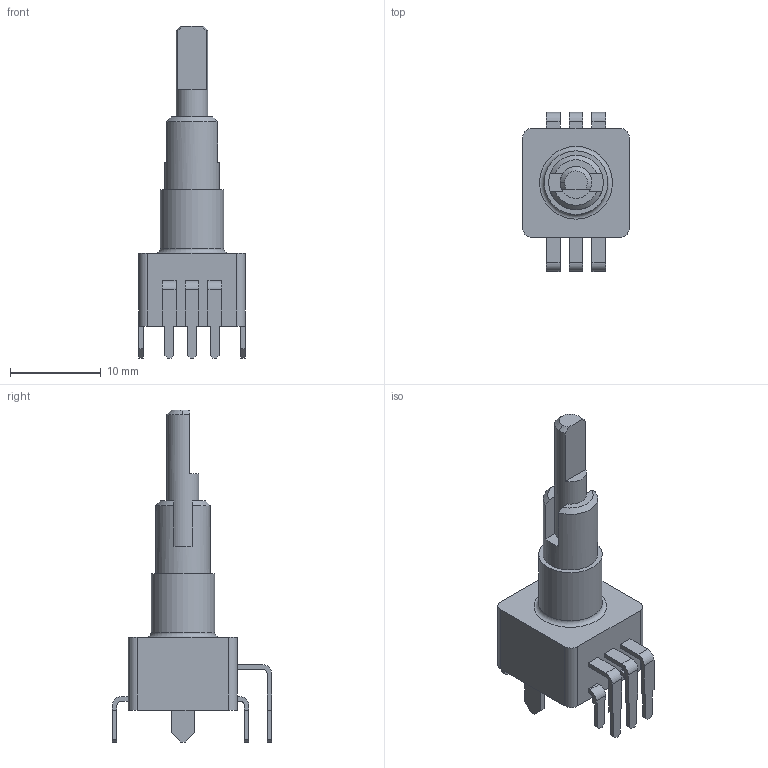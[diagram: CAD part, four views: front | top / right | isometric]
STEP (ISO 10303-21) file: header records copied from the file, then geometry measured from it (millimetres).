
FILE_DESCRIPTION(('FreeCAD Model'),'2;1');
FILE_NAME('EC11EBB24C03.step', '2020-07-19T09:56:15',('Author'),(''), 'Open CASCADE STEP processor 7.3','FreeCAD','Unknown');
FILE_SCHEMA(('AUTOMOTIVE_DESIGN { 1 0 10303 214 1 1 1 1 }'));
Length unit declared in the file: millimetre
Products named in the file (1): Body
Bounding box: 11.7 x 17.5 x 36.5 mm (x, y, z)
Volume: 1712.6 mm3; surface area: 1327.9 mm2
Topology: 1 solids, 1 shells, 164 faces, 452 edges, 300 vertices
Faces by surface type: plane 136, cylinder 23, cone 4, torus 1
Full cylindrical faces by diameter (mm): 3.5 x1, 6 x1, 7 x1
Entity records: 11178 total; most frequent: CARTESIAN_POINT 2014, DIRECTION 1725, LINE 1215, VECTOR 1215, ORIENTED_EDGE 904, PCURVE 904, DEFINITIONAL_REPRESENTATION 904, EDGE_CURVE 452
